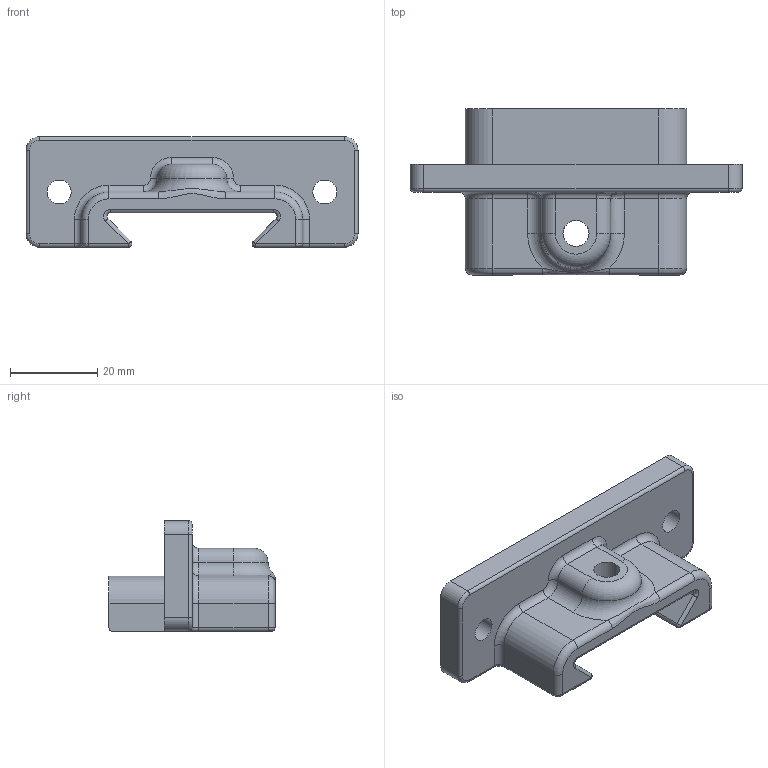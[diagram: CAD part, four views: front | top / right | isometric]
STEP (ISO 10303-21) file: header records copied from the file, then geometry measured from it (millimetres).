
FILE_DESCRIPTION(/* description */ (''),/* implementation_level */ '2;1');
FILE_NAME(/* name */ 'chinslide.step',/* time_stamp */ '2021-05-17T16:59:01-07:00',/* author */ (''),/* organization */ (''),/* preprocessor_version */ 'ST-DEVELOPER v18.1',/* originating_system */ 'Autodesk Translation Framework v10.6.0.1341',/* authorisation */ '');
FILE_SCHEMA (('AUTOMOTIVE_DESIGN { 1 0 10303 214 3 1 1 }'));
Length unit declared in the file: inch
Products named in the file (2): chinrest arm simple; Chir Rest Guide
Assembly tree (1 placements, depth 2):
  chinrest arm simple
    Chir Rest Guide
Bounding box: 76.2 x 38.1 x 25.4 mm (x, y, z)
Volume: 23002.6 mm3; surface area: 9736.7 mm2
Topology: 1 solids, 1 shells, 94 faces, 219 edges, 128 vertices
Faces by surface type: cylinder 46, plane 21, torus 18, bspline 5, sphere 4
Full cylindrical faces by diameter (mm): 5.499 x2, 5.969 x1, 9.525 x1
Entity records: 2917 total; most frequent: CARTESIAN_POINT 636, DIRECTION 519, ORIENTED_EDGE 438, EDGE_CURVE 219, AXIS2_PLACEMENT_3D 210, VERTEX_POINT 128, CIRCLE 117, EDGE_LOOP 101
